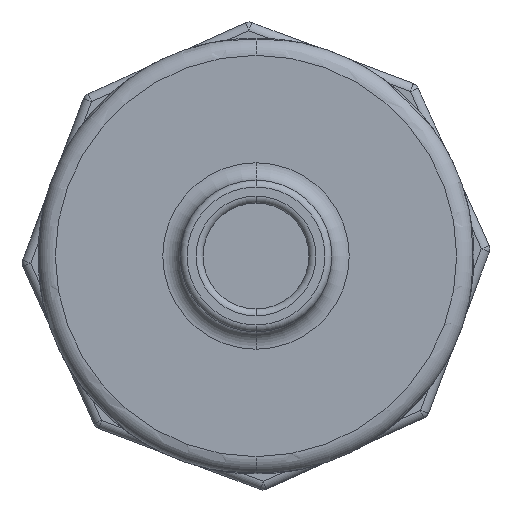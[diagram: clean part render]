
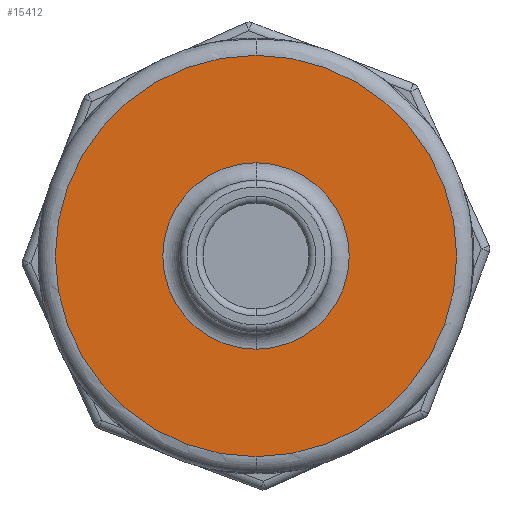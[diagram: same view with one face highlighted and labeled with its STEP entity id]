
A CAD part, front view. The second image highlights one B-rep face of the part: STEP entity #15412.
In plain terms, the highlighted planar face has unit normal (0, -1, 0).
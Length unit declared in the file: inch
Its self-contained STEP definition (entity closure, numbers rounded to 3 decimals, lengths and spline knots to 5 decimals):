
#1043 = CARTESIAN_POINT ( 'NONE',  ( 0., 0.98425, 0.43701 ) ) ;
#2487 = CARTESIAN_POINT ( 'NONE',  ( 0., 0.98425, -0.53701 ) ) ;
#2857 = ORIENTED_EDGE ( 'NONE', *, *, #18161, .T. ) ;
#3397 = DIRECTION ( 'NONE',  ( 0., 1., 0. ) ) ;
#3478 = EDGE_CURVE ( 'NONE', #27334, #19429, #10972, .T. ) ;
#3835 = CIRCLE ( 'NONE', #26954, 0.53701 ) ;
#4621 = AXIS2_PLACEMENT_3D ( 'NONE', #26129, #14157, #21420 ) ;
#4884 = ORIENTED_EDGE ( 'NONE', *, *, #9392, .T. ) ;
#5376 = VERTEX_POINT ( 'NONE', #16689 ) ;
#7430 = CARTESIAN_POINT ( 'NONE',  ( 0., 0.98425, 0. ) ) ;
#8492 = DIRECTION ( 'NONE',  ( 0., -1., 0. ) ) ;
#9392 = EDGE_CURVE ( 'NONE', #19429, #27334, #3835, .T. ) ;
#10141 = CIRCLE ( 'NONE', #4621, 1.15591 ) ;
#10972 = CIRCLE ( 'NONE', #30080, 0.53701 ) ;
#11600 = AXIS2_PLACEMENT_3D ( 'NONE', #1043, #3397, #29681 ) ;
#11618 = DIRECTION ( 'NONE',  ( 0., 1., 0. ) ) ;
#12318 = ORIENTED_EDGE ( 'NONE', *, *, #3478, .T. ) ;
#12555 = CARTESIAN_POINT ( 'NONE',  ( 0., 0.98425, -1.15591 ) ) ;
#12612 = DIRECTION ( 'NONE',  ( 0., 1., 0. ) ) ;
#13358 = CARTESIAN_POINT ( 'NONE',  ( 0., 0.98425, 0. ) ) ;
#14157 = DIRECTION ( 'NONE',  ( 0., -1., 0. ) ) ;
#14891 = FACE_BOUND ( 'NONE', #27098, .T. ) ;
#15412 = ADVANCED_FACE ( 'NONE', ( #19779, #14891 ), #27332, .F. ) ;
#15572 = DIRECTION ( 'NONE',  ( 0., 0., 1. ) ) ;
#16661 = CARTESIAN_POINT ( 'NONE',  ( 0., 0.98425, 0. ) ) ;
#16689 = CARTESIAN_POINT ( 'NONE',  ( 0., 0.98425, 1.15591 ) ) ;
#17879 = CARTESIAN_POINT ( 'NONE',  ( 0., 0.98425, 0.53701 ) ) ;
#18161 = EDGE_CURVE ( 'NONE', #5376, #29236, #24396, .T. ) ;
#19366 = AXIS2_PLACEMENT_3D ( 'NONE', #13358, #8492, #15572 ) ;
#19398 = DIRECTION ( 'NONE',  ( 0., 0., 1. ) ) ;
#19429 = VERTEX_POINT ( 'NONE', #2487 ) ;
#19779 = FACE_OUTER_BOUND ( 'NONE', #27540, .T. ) ;
#21420 = DIRECTION ( 'NONE',  ( 0., 0., 1. ) ) ;
#24316 = EDGE_CURVE ( 'NONE', #29236, #5376, #10141, .T. ) ;
#24396 = CIRCLE ( 'NONE', #19366, 1.15591 ) ;
#26129 = CARTESIAN_POINT ( 'NONE',  ( 0., 0.98425, 0. ) ) ;
#26954 = AXIS2_PLACEMENT_3D ( 'NONE', #7430, #12612, #19398 ) ;
#27098 = EDGE_LOOP ( 'NONE', ( #12318, #4884 ) ) ;
#27332 = PLANE ( 'NONE',  #11600 ) ;
#27334 = VERTEX_POINT ( 'NONE', #17879 ) ;
#27350 = ORIENTED_EDGE ( 'NONE', *, *, #24316, .T. ) ;
#27540 = EDGE_LOOP ( 'NONE', ( #2857, #27350 ) ) ;
#29236 = VERTEX_POINT ( 'NONE', #12555 ) ;
#29681 = DIRECTION ( 'NONE',  ( 0., 0., 1. ) ) ;
#30080 = AXIS2_PLACEMENT_3D ( 'NONE', #16661, #11618, #30366 ) ;
#30366 = DIRECTION ( 'NONE',  ( 0., 0., 1. ) ) ;
